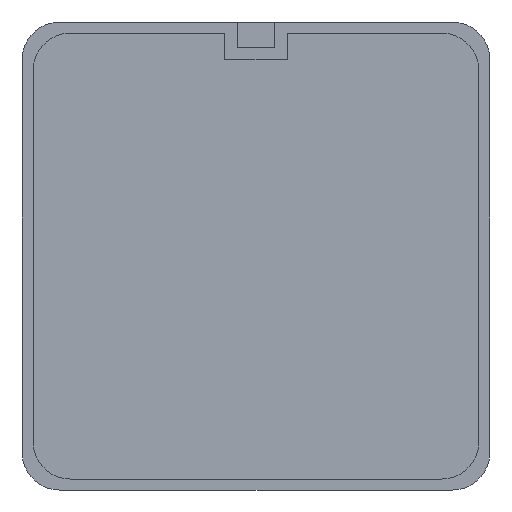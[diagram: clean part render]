
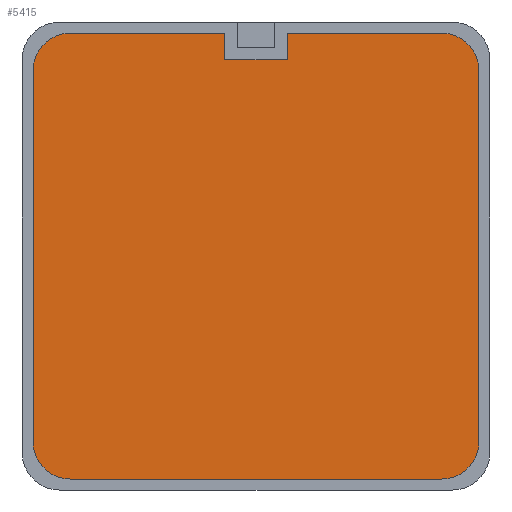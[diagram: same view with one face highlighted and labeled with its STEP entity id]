
A CAD part, front view. The second image highlights one B-rep face of the part: STEP entity #5415.
In plain terms, the highlighted planar face has unit normal (0, -1, 0).
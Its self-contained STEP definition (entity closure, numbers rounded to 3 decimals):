
#23 = DIRECTION ( 'NONE',  ( 0., 0., 1. ) ) ;
#263 = ORIENTED_EDGE ( 'NONE', *, *, #10842, .T. ) ;
#409 = DIRECTION ( 'NONE',  ( 0., 0., 1. ) ) ;
#620 = CARTESIAN_POINT ( 'NONE',  ( -11.914, -0.01, -9.914 ) ) ;
#814 = AXIS2_PLACEMENT_3D ( 'NONE', #7273, #3874, #14450 ) ;
#1059 = LINE ( 'NONE', #6283, #7498 ) ;
#1351 = LINE ( 'NONE', #6579, #21664 ) ;
#1915 = ORIENTED_EDGE ( 'NONE', *, *, #5681, .T. ) ;
#2048 = EDGE_CURVE ( 'NONE', #9266, #11722, #20076, .T. ) ;
#2084 = DIRECTION ( 'NONE',  ( 1., 0., 0. ) ) ;
#2419 = CARTESIAN_POINT ( 'NONE',  ( -9.914, -0.01, -11.914 ) ) ;
#2475 = CARTESIAN_POINT ( 'NONE',  ( 11.914, -0.01, -9.914 ) ) ;
#2813 = VECTOR ( 'NONE', #409, 1000. ) ;
#3019 = CARTESIAN_POINT ( 'NONE',  ( -1.666, -0.01, 10.494 ) ) ;
#3078 = CARTESIAN_POINT ( 'NONE',  ( 9.914, -0.01, 9.914 ) ) ;
#3121 = ORIENTED_EDGE ( 'NONE', *, *, #6899, .T. ) ;
#3607 = EDGE_CURVE ( 'NONE', #8656, #22051, #13929, .T. ) ;
#3874 = DIRECTION ( 'NONE',  ( 0., -1., 0. ) ) ;
#4074 = LINE ( 'NONE', #2475, #2813 ) ;
#4234 = AXIS2_PLACEMENT_3D ( 'NONE', #20146, #13003, #7769 ) ;
#4468 = PLANE ( 'NONE',  #12433 ) ;
#4882 = ORIENTED_EDGE ( 'NONE', *, *, #15840, .T. ) ;
#5171 = CARTESIAN_POINT ( 'NONE',  ( 9.914, -0.01, -11.914 ) ) ;
#5415 = ADVANCED_FACE ( 'NONE', ( #8410 ), #4468, .T. ) ;
#5681 = EDGE_CURVE ( 'NONE', #15450, #19587, #6411, .T. ) ;
#5742 = ORIENTED_EDGE ( 'NONE', *, *, #19397, .T. ) ;
#6083 = EDGE_LOOP ( 'NONE', ( #3121, #16513, #4882, #1915, #5742, #10917, #8262, #13223, #11023, #18178, #15248, #263 ) ) ;
#6267 = CIRCLE ( 'NONE', #10282, 2. ) ;
#6283 = CARTESIAN_POINT ( 'NONE',  ( -1.666, -0.01, 12.5 ) ) ;
#6359 = VERTEX_POINT ( 'NONE', #9743 ) ;
#6411 = LINE ( 'NONE', #3019, #21881 ) ;
#6579 = CARTESIAN_POINT ( 'NONE',  ( 9.914, -0.01, 11.914 ) ) ;
#6699 = EDGE_CURVE ( 'NONE', #11722, #9424, #10994, .T. ) ;
#6899 = EDGE_CURVE ( 'NONE', #9441, #20545, #6267, .T. ) ;
#7273 = CARTESIAN_POINT ( 'NONE',  ( -9.914, -0.01, 9.914 ) ) ;
#7498 = VECTOR ( 'NONE', #9952, 1000. ) ;
#7556 = VECTOR ( 'NONE', #2084, 1000. ) ;
#7591 = CARTESIAN_POINT ( 'NONE',  ( -11.914, -0.01, -9.914 ) ) ;
#7769 = DIRECTION ( 'NONE',  ( 0., 0., -1. ) ) ;
#8262 = ORIENTED_EDGE ( 'NONE', *, *, #6699, .T. ) ;
#8296 = DIRECTION ( 'NONE',  ( -1., 0., 0. ) ) ;
#8410 = FACE_OUTER_BOUND ( 'NONE', #6083, .T. ) ;
#8656 = VERTEX_POINT ( 'NONE', #2419 ) ;
#9266 = VERTEX_POINT ( 'NONE', #20859 ) ;
#9424 = VERTEX_POINT ( 'NONE', #14029 ) ;
#9441 = VERTEX_POINT ( 'NONE', #17319 ) ;
#9607 = EDGE_CURVE ( 'NONE', #22051, #10553, #10062, .T. ) ;
#9743 = CARTESIAN_POINT ( 'NONE',  ( 1.666, -0.01, 11.914 ) ) ;
#9790 = LINE ( 'NONE', #19753, #18741 ) ;
#9952 = DIRECTION ( 'NONE',  ( 0., 0., 1. ) ) ;
#10062 = CIRCLE ( 'NONE', #4234, 2. ) ;
#10282 = AXIS2_PLACEMENT_3D ( 'NONE', #3078, #20774, #12052 ) ;
#10553 = VERTEX_POINT ( 'NONE', #13417 ) ;
#10558 = EDGE_CURVE ( 'NONE', #20545, #6359, #1351, .T. ) ;
#10661 = CARTESIAN_POINT ( 'NONE',  ( 9.914, -0.01, 11.914 ) ) ;
#10842 = EDGE_CURVE ( 'NONE', #10553, #9441, #4074, .T. ) ;
#10917 = ORIENTED_EDGE ( 'NONE', *, *, #2048, .T. ) ;
#10994 = CIRCLE ( 'NONE', #814, 2. ) ;
#11023 = ORIENTED_EDGE ( 'NONE', *, *, #17656, .T. ) ;
#11330 = DIRECTION ( 'NONE',  ( -1., 0., 0. ) ) ;
#11434 = CARTESIAN_POINT ( 'NONE',  ( 9.914, -0.01, 11.914 ) ) ;
#11722 = VERTEX_POINT ( 'NONE', #19691 ) ;
#11935 = DIRECTION ( 'NONE',  ( 0., 0., -1. ) ) ;
#12052 = DIRECTION ( 'NONE',  ( 0., 0., -1. ) ) ;
#12105 = CARTESIAN_POINT ( 'NONE',  ( -9.914, -0.01, -9.914 ) ) ;
#12433 = AXIS2_PLACEMENT_3D ( 'NONE', #20016, #22153, #11935 ) ;
#12691 = CARTESIAN_POINT ( 'NONE',  ( -1.666, -0.01, 10.494 ) ) ;
#13003 = DIRECTION ( 'NONE',  ( 0., -1., 0. ) ) ;
#13011 = AXIS2_PLACEMENT_3D ( 'NONE', #12105, #22106, #23 ) ;
#13223 = ORIENTED_EDGE ( 'NONE', *, *, #21950, .T. ) ;
#13417 = CARTESIAN_POINT ( 'NONE',  ( 11.914, -0.01, -9.914 ) ) ;
#13929 = LINE ( 'NONE', #21053, #7556 ) ;
#14029 = CARTESIAN_POINT ( 'NONE',  ( -11.914, -0.01, 9.914 ) ) ;
#14092 = CIRCLE ( 'NONE', #13011, 2. ) ;
#14450 = DIRECTION ( 'NONE',  ( 0., 0., -1. ) ) ;
#15248 = ORIENTED_EDGE ( 'NONE', *, *, #9607, .T. ) ;
#15450 = VERTEX_POINT ( 'NONE', #15808 ) ;
#15729 = DIRECTION ( 'NONE',  ( -1., 0., 0. ) ) ;
#15808 = CARTESIAN_POINT ( 'NONE',  ( 1.666, -0.01, 10.494 ) ) ;
#15840 = EDGE_CURVE ( 'NONE', #6359, #15450, #9790, .T. ) ;
#16218 = LINE ( 'NONE', #620, #17732 ) ;
#16513 = ORIENTED_EDGE ( 'NONE', *, *, #10558, .T. ) ;
#17319 = CARTESIAN_POINT ( 'NONE',  ( 11.914, -0.01, 9.914 ) ) ;
#17656 = EDGE_CURVE ( 'NONE', #21729, #8656, #14092, .T. ) ;
#17732 = VECTOR ( 'NONE', #17785, 1000. ) ;
#17785 = DIRECTION ( 'NONE',  ( 0., 0., -1. ) ) ;
#18174 = DIRECTION ( 'NONE',  ( 0., 0., -1. ) ) ;
#18178 = ORIENTED_EDGE ( 'NONE', *, *, #3607, .T. ) ;
#18741 = VECTOR ( 'NONE', #18174, 1000. ) ;
#19397 = EDGE_CURVE ( 'NONE', #19587, #9266, #1059, .T. ) ;
#19587 = VERTEX_POINT ( 'NONE', #12691 ) ;
#19613 = VECTOR ( 'NONE', #11330, 1000. ) ;
#19691 = CARTESIAN_POINT ( 'NONE',  ( -9.914, -0.01, 11.914 ) ) ;
#19753 = CARTESIAN_POINT ( 'NONE',  ( 1.666, -0.01, 12.5 ) ) ;
#20016 = CARTESIAN_POINT ( 'NONE',  ( -10.5, -0.01, 10.5 ) ) ;
#20076 = LINE ( 'NONE', #11434, #19613 ) ;
#20146 = CARTESIAN_POINT ( 'NONE',  ( 9.914, -0.01, -9.914 ) ) ;
#20545 = VERTEX_POINT ( 'NONE', #10661 ) ;
#20774 = DIRECTION ( 'NONE',  ( 0., -1., 0. ) ) ;
#20859 = CARTESIAN_POINT ( 'NONE',  ( -1.666, -0.01, 11.914 ) ) ;
#21053 = CARTESIAN_POINT ( 'NONE',  ( 9.914, -0.01, -11.914 ) ) ;
#21664 = VECTOR ( 'NONE', #8296, 1000. ) ;
#21729 = VERTEX_POINT ( 'NONE', #7591 ) ;
#21881 = VECTOR ( 'NONE', #15729, 1000. ) ;
#21950 = EDGE_CURVE ( 'NONE', #9424, #21729, #16218, .T. ) ;
#22051 = VERTEX_POINT ( 'NONE', #5171 ) ;
#22106 = DIRECTION ( 'NONE',  ( 0., -1., 0. ) ) ;
#22153 = DIRECTION ( 'NONE',  ( 0., -1., 0. ) ) ;
